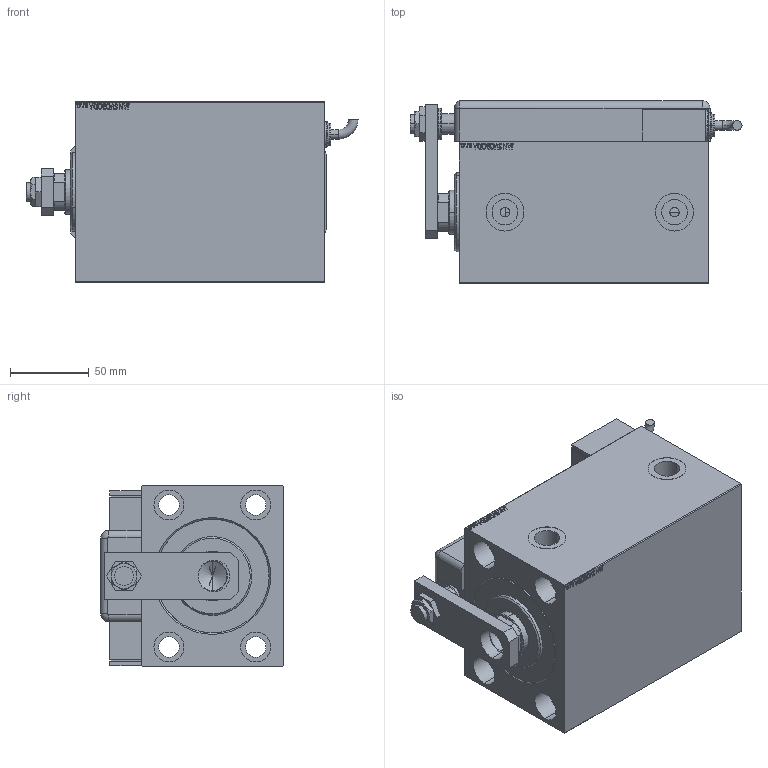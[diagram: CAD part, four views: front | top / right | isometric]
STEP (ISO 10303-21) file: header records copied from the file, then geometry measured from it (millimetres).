
FILE_DESCRIPTION (( 'STEP AP203' ), '1' );
FILE_NAME ('3eb3.STEP', '2022-04-16T19:32:16', ( '' ), ( '' ), 'SwSTEP 2.0', 'SolidWorks 2019', '' );
FILE_SCHEMA (( 'CONFIG_CONTROL_DESIGN' ));
Length unit declared in the file: millimetre
Products named in the file (13): V450CM_C_VCP d0df5ddf69f93bc1392608d5a7fd7901; SWITCH Q d0df5ddf69f93bc1392608d5a7fd7901; NUT_D19 d0df5ddf69f93bc1392608d5a7fd7901; MAGNETIC SWITCH Q d0df5ddf69f93bc1392608d5a7fd7901; V450CM_VC_B d0df5ddf69f93bc1392608d5a7fd7901; V450CM_C_Body d0df5ddf69f93bc1392608d5a7fd7901; ZARAZKA_Q d0df5ddf69f93bc1392608d5a7fd7901; NUT_D13 d0df5ddf69f93bc1392608d5a7fd7901; KRYT d0df5ddf69f93bc1392608d5a7fd7901; TYC d0df5ddf69f93bc1392608d5a7fd7901; 3eb3; SWITCH_Q_FRONT_BACK d0df5ddf69f93bc1392608d5a7fd7901; SWITCH DIM A_G d0df5ddf69f93bc1392608d5a7fd7901
Assembly tree (13 placements, depth 3):
  3eb3
    V450CM_C_Body d0df5ddf69f93bc1392608d5a7fd7901
    V450CM_C_VCP d0df5ddf69f93bc1392608d5a7fd7901
    V450CM_VC_B d0df5ddf69f93bc1392608d5a7fd7901
    MAGNETIC SWITCH Q d0df5ddf69f93bc1392608d5a7fd7901
      SWITCH_Q_FRONT_BACK d0df5ddf69f93bc1392608d5a7fd7901
      TYC d0df5ddf69f93bc1392608d5a7fd7901
      ZARAZKA_Q d0df5ddf69f93bc1392608d5a7fd7901
      SWITCH DIM A_G d0df5ddf69f93bc1392608d5a7fd7901
      NUT_D19 d0df5ddf69f93bc1392608d5a7fd7901
      NUT_D13 d0df5ddf69f93bc1392608d5a7fd7901
      KRYT d0df5ddf69f93bc1392608d5a7fd7901
      SWITCH Q d0df5ddf69f93bc1392608d5a7fd7901  x2
Bounding box: 210.46 x 115.8 x 115 mm (x, y, z)
Volume: 1504881.3 mm3; surface area: 252511 mm2
Topology: 13 solids, 13 shells, 1249 faces, 3171 edges, 2093 vertices
Faces by surface type: plane 615, bspline 471, cylinder 117, cone 22, torus 22, sphere 2
Entity records: 59892 total; most frequent: CARTESIAN_POINT 32229, ORIENTED_EDGE 6146, DIRECTION 3887, EDGE_CURVE 3073, VERTEX_POINT 2033, LINE 1829, VECTOR 1829, EDGE_LOOP 1382
